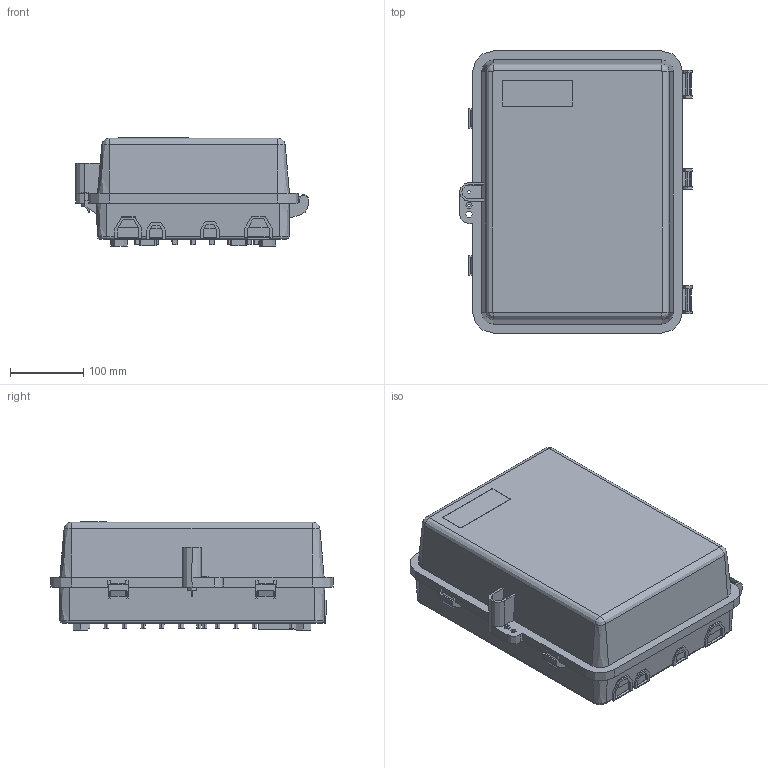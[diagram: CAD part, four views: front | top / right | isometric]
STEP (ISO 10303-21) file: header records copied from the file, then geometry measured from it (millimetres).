
FILE_DESCRIPTION (( 'STEP AP214' ), '1' );
FILE_NAME ('MDPS-2GT-E.STEP', '2019-01-28T19:51:04', ( '' ), ( '' ), 'SwSTEP 2.0', 'SolidWorks 2018', '' );
FILE_SCHEMA (( 'AUTOMOTIVE_DESIGN' ));
Length unit declared in the file: inch
Products named in the file (52): 2103-035; small grommet; CBA35 PART 2^677-000-030; 2102-526_2102-526; 2400-337; CBA35 PART 1^677-000-030; 2003-4123; 2103-035_91102A007; 2001-430; P1500-2; large grommet; 2102-526; 677-000-030; 2002-186_HYDRA TPE; 2103-097; 2103-022; P1500-1; 2100-098; SSCUPSLT 0.25-20x0.375-S; MDPS-2GT-E; SSCUPSLT 0.25-20x0.375-S_SSCUPSLT 0.25-20x0.375-S
Assembly tree (43 placements, depth 3):
  small grommet
  2400-337
  small grommet
  large grommet
  P1500-2
Bounding box: 318.46 x 386.09 x 148.04 mm (x, y, z)
Volume: 1321273.4 mm3; surface area: 946379.6 mm2
Topology: 37 solids, 37 shells, 2054 faces, 5357 edges, 3430 vertices
Faces by surface type: plane 819, cylinder 676, cone 436, torus 79, bspline 32, sphere 12
Entity records: 49870 total; most frequent: CARTESIAN_POINT 11737, DIRECTION 7825, ORIENTED_EDGE 7440, EDGE_CURVE 3720, AXIS2_PLACEMENT_3D 2882, VERTEX_POINT 2416, LINE 2061, VECTOR 2061
